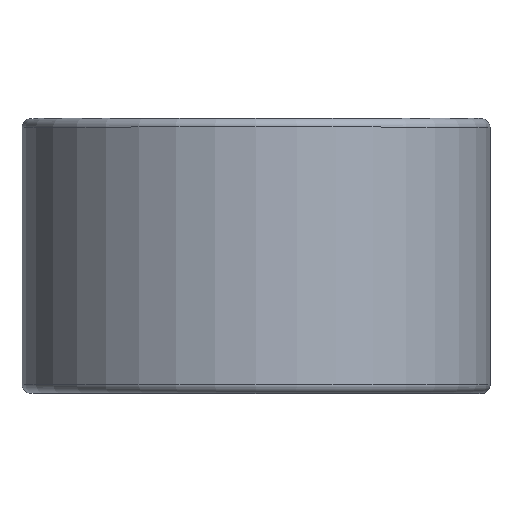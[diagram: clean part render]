
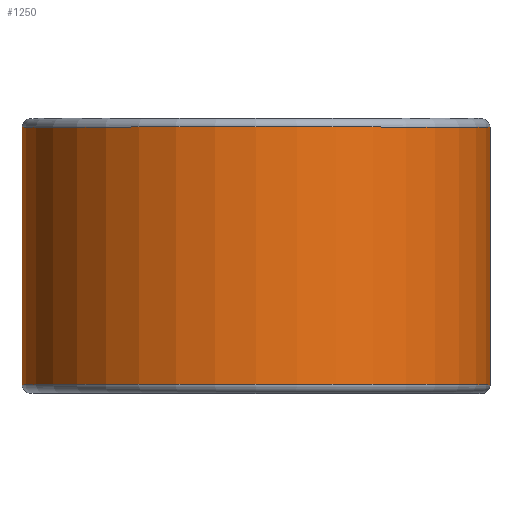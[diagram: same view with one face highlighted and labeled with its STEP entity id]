
A CAD part, top view. The second image highlights one B-rep face of the part: STEP entity #1250.
In plain terms, the highlighted cylindrical face has radius 20.269 mm (diameter 40.538 mm), a partial arc.
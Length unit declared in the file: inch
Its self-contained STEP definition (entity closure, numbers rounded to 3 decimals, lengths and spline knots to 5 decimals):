
#56 = CARTESIAN_POINT ( 'NONE',  ( 0., 0.4375, 0. ) ) ;
#240 = EDGE_CURVE ( 'NONE', #979, #675, #693, .T. ) ;
#264 = DIRECTION ( 'NONE',  ( 0., -1., 0. ) ) ;
#299 = CYLINDRICAL_SURFACE ( 'NONE', #647, 0.798 ) ;
#398 = LINE ( 'NONE', #584, #1263 ) ;
#399 = EDGE_CURVE ( 'NONE', #2406, #2333, #1777, .T. ) ;
#469 = EDGE_CURVE ( 'NONE', #2406, #979, #2319, .T. ) ;
#584 = CARTESIAN_POINT ( 'NONE',  ( 0., 0.43875, -0.798 ) ) ;
#647 = AXIS2_PLACEMENT_3D ( 'NONE', #56, #264, #1077 ) ;
#651 = ORIENTED_EDGE ( 'NONE', *, *, #240, .T. ) ;
#675 = VERTEX_POINT ( 'NONE', #1237 ) ;
#693 = CIRCLE ( 'NONE', #941, 0.798 ) ;
#849 = CARTESIAN_POINT ( 'NONE',  ( 0., -0.43875, 0. ) ) ;
#859 = DIRECTION ( 'NONE',  ( 0., -1., 0. ) ) ;
#900 = DIRECTION ( 'NONE',  ( 0., 0., -1. ) ) ;
#926 = DIRECTION ( 'NONE',  ( 0., 1., 0. ) ) ;
#941 = AXIS2_PLACEMENT_3D ( 'NONE', #994, #2472, #1977 ) ;
#961 = EDGE_LOOP ( 'NONE', ( #2240, #651, #1673, #1367 ) ) ;
#979 = VERTEX_POINT ( 'NONE', #1101 ) ;
#994 = CARTESIAN_POINT ( 'NONE',  ( 0., 0.43875, 0. ) ) ;
#1029 = CARTESIAN_POINT ( 'NONE',  ( 0.798, 0.43875, 0. ) ) ;
#1077 = DIRECTION ( 'NONE',  ( 0., 0., -1. ) ) ;
#1101 = CARTESIAN_POINT ( 'NONE',  ( 0.798, 0.43875, 0. ) ) ;
#1237 = CARTESIAN_POINT ( 'NONE',  ( 0., 0.43875, -0.798 ) ) ;
#1250 = ADVANCED_FACE ( 'NONE', ( #1801 ), #299, .T. ) ;
#1263 = VECTOR ( 'NONE', #2423, 39.37008 ) ;
#1367 = ORIENTED_EDGE ( 'NONE', *, *, #399, .F. ) ;
#1500 = AXIS2_PLACEMENT_3D ( 'NONE', #849, #859, #900 ) ;
#1673 = ORIENTED_EDGE ( 'NONE', *, *, #1886, .F. ) ;
#1777 = CIRCLE ( 'NONE', #1500, 0.798 ) ;
#1801 = FACE_OUTER_BOUND ( 'NONE', #961, .T. ) ;
#1886 = EDGE_CURVE ( 'NONE', #2333, #675, #398, .T. ) ;
#1977 = DIRECTION ( 'NONE',  ( 0., 0., -1. ) ) ;
#2054 = CARTESIAN_POINT ( 'NONE',  ( 0., -0.43875, -0.798 ) ) ;
#2081 = CARTESIAN_POINT ( 'NONE',  ( 0.798, -0.43875, 0. ) ) ;
#2240 = ORIENTED_EDGE ( 'NONE', *, *, #469, .T. ) ;
#2319 = LINE ( 'NONE', #1029, #2471 ) ;
#2333 = VERTEX_POINT ( 'NONE', #2054 ) ;
#2406 = VERTEX_POINT ( 'NONE', #2081 ) ;
#2423 = DIRECTION ( 'NONE',  ( 0., 1., 0. ) ) ;
#2471 = VECTOR ( 'NONE', #926, 39.37008 ) ;
#2472 = DIRECTION ( 'NONE',  ( 0., -1., 0. ) ) ;
